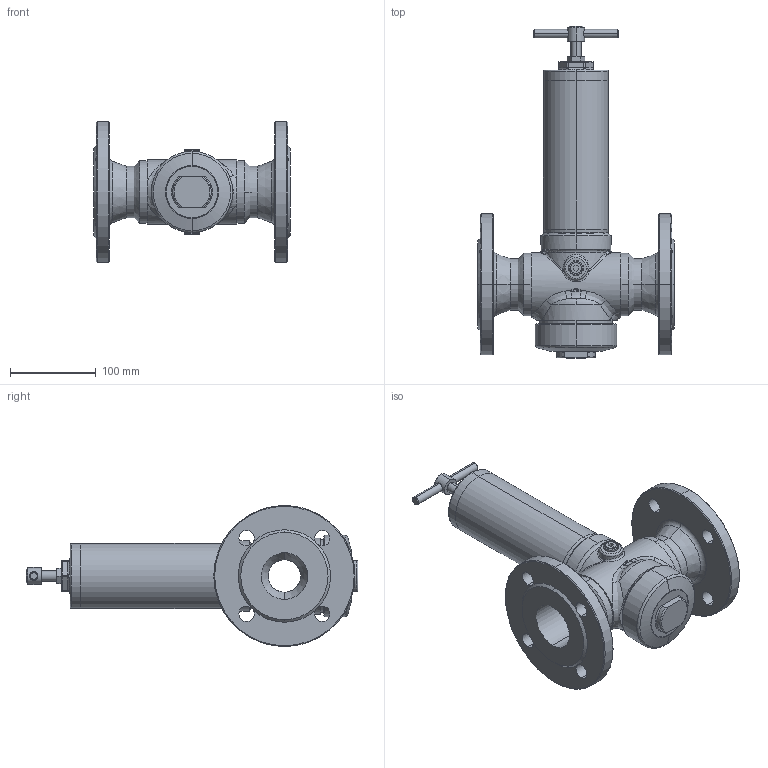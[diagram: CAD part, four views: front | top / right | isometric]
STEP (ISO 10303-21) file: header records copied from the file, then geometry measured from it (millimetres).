
FILE_DESCRIPTION (( 'STEP AP203' ), '1' );
FILE_NAME ('Typ_71-BG_III-D050-(48-64).STEP', '2021-04-13T10:07:30', ( '' ), ( '' ), 'SwSTEP 2.0', 'SolidWorks 2016', '' );
FILE_SCHEMA (( 'CONFIG_CONTROL_DESIGN' ));
Length unit declared in the file: millimetre
Products named in the file (1): Typ_71-BG_III-D050-(48-64)
Bounding box: 230 x 388 x 165 mm (x, y, z)
Volume: 1184938.8 mm3; surface area: 343164.3 mm2
Topology: 11 solids, 11 shells, 478 faces, 1109 edges, 659 vertices
Faces by surface type: cone 143, cylinder 129, plane 84, torus 80, bspline 34, sphere 8
Entity records: 17774 total; most frequent: CARTESIAN_POINT 6896, DIRECTION 2379, ORIENTED_EDGE 2210, EDGE_CURVE 1105, AXIS2_PLACEMENT_3D 1032, VERTEX_POINT 659, CIRCLE 587, EDGE_LOOP 526
